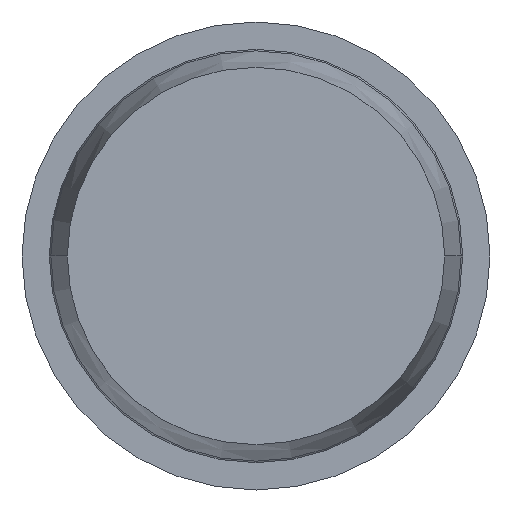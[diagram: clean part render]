
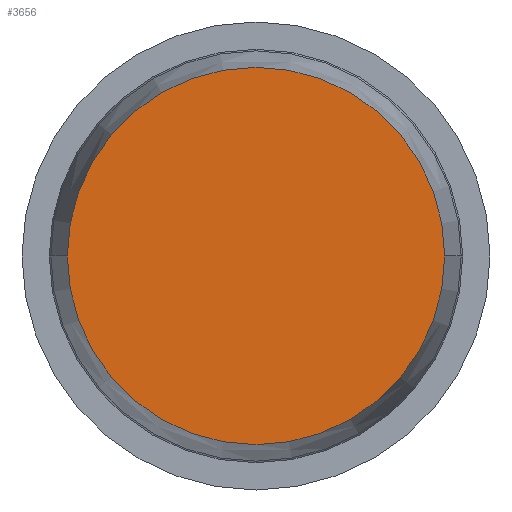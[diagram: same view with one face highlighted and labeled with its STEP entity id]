
A CAD part, front view. The second image highlights one B-rep face of the part: STEP entity #3656.
In plain terms, the highlighted planar face has unit normal (0, -1, 0).
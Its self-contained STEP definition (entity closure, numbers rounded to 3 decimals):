
#10 = EDGE_CURVE ( 'Defeature ausgef�hrt1_0+Defeature ausgef�hrt1_10+Defeature ausgef�hrt1_10+Defeature ausgef�hrt1_10', #2259, #514, #2990, .T. ) ;
#514 = VERTEX_POINT ( 'NONE', #2114 ) ;
#515 = DIRECTION ( 'NONE',  ( 0., -1., 0. ) ) ;
#536 = DIRECTION ( 'NONE',  ( 1., 0., 0. ) ) ;
#613 = CARTESIAN_POINT ( 'NONE',  ( 0., -19., 0. ) ) ;
#920 = ORIENTED_EDGE ( 'NONE', *, *, #3099, .T. ) ;
#1091 = CIRCLE ( 'NONE', #2530, 1.209 ) ;
#1482 = CARTESIAN_POINT ( 'NONE',  ( 0., -19., 0. ) ) ;
#1492 = CARTESIAN_POINT ( 'NONE',  ( 1.209, -19., 0. ) ) ;
#1687 = PLANE ( 'NONE',  #3359 ) ;
#1752 = ORIENTED_EDGE ( 'NONE', *, *, #10, .T. ) ;
#1768 = DIRECTION ( 'NONE',  ( 1., 0., 0. ) ) ;
#2038 = DIRECTION ( 'NONE',  ( 1., 0., 0. ) ) ;
#2107 = DIRECTION ( 'NONE',  ( 0., -1., 0. ) ) ;
#2114 = CARTESIAN_POINT ( 'NONE',  ( -1.209, -19., 0. ) ) ;
#2259 = VERTEX_POINT ( 'NONE', #1492 ) ;
#2292 = CARTESIAN_POINT ( 'NONE',  ( 0., -19., 0. ) ) ;
#2308 = DIRECTION ( 'NONE',  ( 0., -1., 0. ) ) ;
#2530 = AXIS2_PLACEMENT_3D ( 'NONE', #1482, #515, #1768 ) ;
#2708 = FACE_OUTER_BOUND ( 'NONE', #3932, .T. ) ;
#2990 = CIRCLE ( 'NONE', #3453, 1.209 ) ;
#3099 = EDGE_CURVE ( 'Defeature ausgef�hrt1_0+Defeature ausgef�hrt1_10+Defeature ausgef�hrt1_10+Defeature ausgef�hrt1_10', #514, #2259, #1091, .T. ) ;
#3359 = AXIS2_PLACEMENT_3D ( 'NONE', #2292, #2308, #2038 ) ;
#3453 = AXIS2_PLACEMENT_3D ( 'NONE', #613, #2107, #536 ) ;
#3656 = ADVANCED_FACE ( 'Defeature ausgef�hrt1_0', ( #2708 ), #1687, .T. ) ;
#3932 = EDGE_LOOP ( 'NONE', ( #920, #1752 ) ) ;
